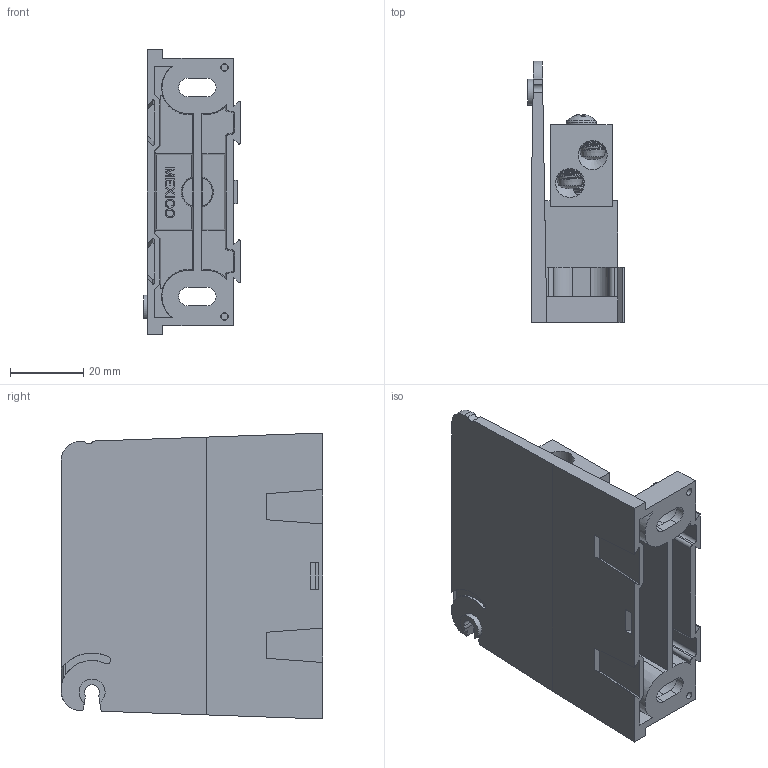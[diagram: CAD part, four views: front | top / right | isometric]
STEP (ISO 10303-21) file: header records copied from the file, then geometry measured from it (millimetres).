
FILE_DESCRIPTION (( 'STEP AP214' ), '1' );
FILE_NAME ('701960rev-ADDER.STEP', '2014-01-10T21:10:13', ( '' ), ( '' ), 'SwSTEP 2.0', 'SolidWorks 2013', '' );
FILE_SCHEMA (( 'AUTOMOTIVE_DESIGN' ));
Length unit declared in the file: inch
Products named in the file (1): 701960rev-ADDER
Bounding box: 26.29 x 71.37 x 78.11 mm (x, y, z)
Volume: 41727 mm3; surface area: 30654.3 mm2
Topology: 6 solids, 6 shells, 460 faces, 1252 edges, 819 vertices
Faces by surface type: plane 208, cylinder 96, cone 93, bspline 59, sphere 3, torus 1
Full cylindrical faces by diameter (mm): 3.658 x1, 5.41 x1, 6.909 x2, 7.009 x8, 7.925 x6, 7.937 x2, 8.179 x1, 8.611 x1, 9.525 x11, 11.112 x1
Entity records: 25432 total; most frequent: CARTESIAN_POINT 9145, ORIENTED_EDGE 2236, DIRECTION 1817, EDGE_CURVE 1118, VERTEX_POINT 775, LINE 623, VECTOR 623, AXIS2_PLACEMENT_3D 597
